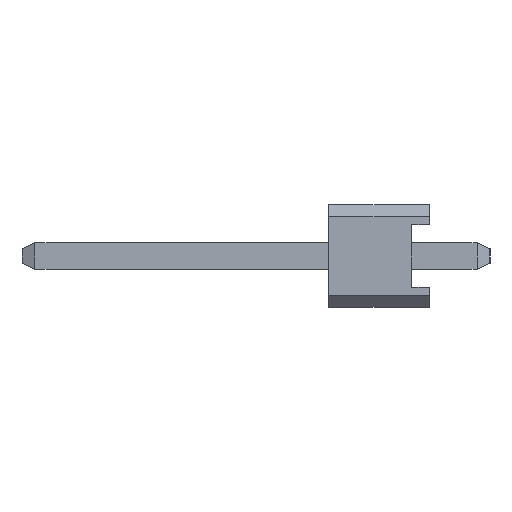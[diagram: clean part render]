
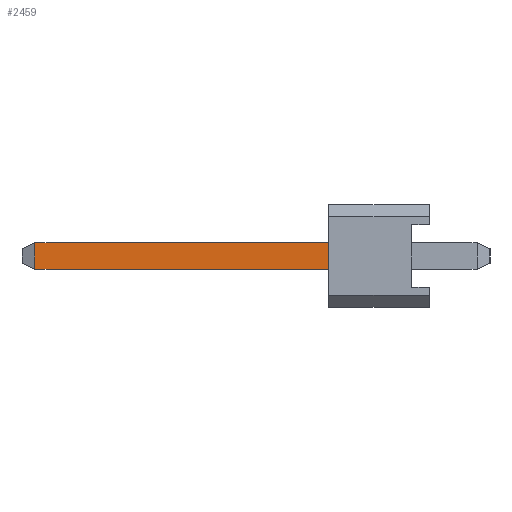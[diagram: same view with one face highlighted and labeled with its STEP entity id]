
A CAD part, left-side view. The second image highlights one B-rep face of the part: STEP entity #2459.
In plain terms, the highlighted planar face has unit normal (-1, 0, 0).
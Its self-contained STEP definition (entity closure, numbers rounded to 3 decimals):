
#2014 = EDGE_CURVE ( 'NONE', #2022, #2023, #7694, .T. ) ;
#2022 = VERTEX_POINT ( 'NONE', #7740 ) ;
#2023 = VERTEX_POINT ( 'NONE', #7739 ) ;
#2459 = ADVANCED_FACE ( 'NONE', ( #8557 ), #8556, .F. ) ;
#2460 = EDGE_LOOP ( 'NONE', ( #2461, #2464, #2467, #2469 ) ) ;
#2461 = ORIENTED_EDGE ( 'NONE', *, *, #2462, .F. ) ;
#2462 = EDGE_CURVE ( 'NONE', #2463, #2023, #8551, .T. ) ;
#2463 = VERTEX_POINT ( 'NONE', #8547 ) ;
#2464 = ORIENTED_EDGE ( 'NONE', *, *, #2465, .T. ) ;
#2465 = EDGE_CURVE ( 'NONE', #2463, #2466, #8546, .T. ) ;
#2466 = VERTEX_POINT ( 'NONE', #8542 ) ;
#2467 = ORIENTED_EDGE ( 'NONE', *, *, #2468, .T. ) ;
#2468 = EDGE_CURVE ( 'NONE', #2466, #2022, #8541, .T. ) ;
#2469 = ORIENTED_EDGE ( 'NONE', *, *, #2014, .T. ) ;
#7691 = DIRECTION ( 'NONE',  ( 0., 0., 1. ) ) ;
#7692 = VECTOR ( 'NONE', #7691, 1000. ) ;
#7693 = CARTESIAN_POINT ( 'NONE',  ( -0.325, 2.5, -1.27 ) ) ;
#7694 = LINE ( 'NONE', #7693, #7692 ) ;
#7739 = CARTESIAN_POINT ( 'NONE',  ( -0.325, 2.5, 0.325 ) ) ;
#7740 = CARTESIAN_POINT ( 'NONE',  ( -0.325, 2.5, -0.325 ) ) ;
#8538 = DIRECTION ( 'NONE',  ( 0., -1., 0. ) ) ;
#8539 = VECTOR ( 'NONE', #8538, 1000. ) ;
#8540 = CARTESIAN_POINT ( 'NONE',  ( -0.325, 10.1, -0.325 ) ) ;
#8541 = LINE ( 'NONE', #8540, #8539 ) ;
#8542 = CARTESIAN_POINT ( 'NONE',  ( -0.325, 9.778, -0.325 ) ) ;
#8543 = DIRECTION ( 'NONE',  ( 0., 0., -1. ) ) ;
#8544 = VECTOR ( 'NONE', #8543, 1000. ) ;
#8545 = CARTESIAN_POINT ( 'NONE',  ( -0.325, 9.778, 0.325 ) ) ;
#8546 = LINE ( 'NONE', #8545, #8544 ) ;
#8547 = CARTESIAN_POINT ( 'NONE',  ( -0.325, 9.778, 0.325 ) ) ;
#8548 = DIRECTION ( 'NONE',  ( 0., -1., 0. ) ) ;
#8549 = VECTOR ( 'NONE', #8548, 1000. ) ;
#8550 = CARTESIAN_POINT ( 'NONE',  ( -0.325, 10.1, 0.325 ) ) ;
#8551 = LINE ( 'NONE', #8550, #8549 ) ;
#8552 = DIRECTION ( 'NONE',  ( 0., 0., -1. ) ) ;
#8553 = DIRECTION ( 'NONE',  ( 1., 0., 0. ) ) ;
#8554 = CARTESIAN_POINT ( 'NONE',  ( -0.325, 10.1, 0.325 ) ) ;
#8555 = AXIS2_PLACEMENT_3D ( 'NONE', #8554, #8553, #8552 ) ;
#8556 = PLANE ( 'NONE',  #8555 ) ;
#8557 = FACE_OUTER_BOUND ( 'NONE', #2460, .T. ) ;
